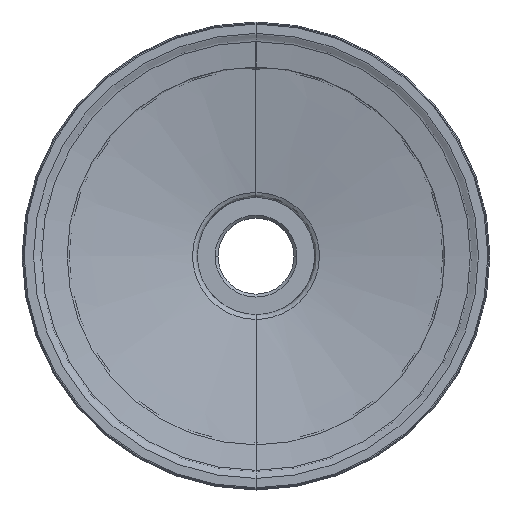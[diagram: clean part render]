
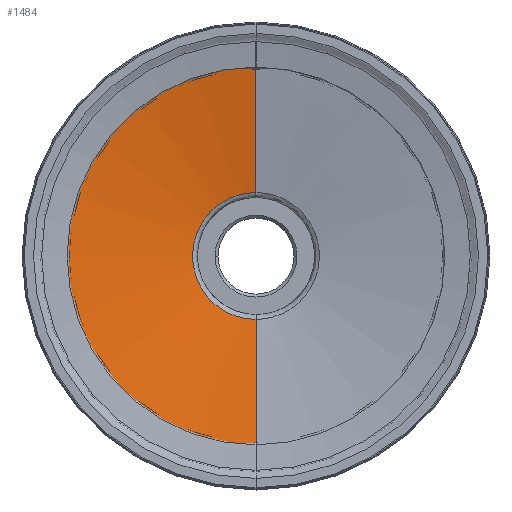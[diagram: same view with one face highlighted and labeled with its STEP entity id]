
A CAD part, top view. The second image highlights one B-rep face of the part: STEP entity #1484.
In plain terms, the highlighted conical face has half-angle 80 degrees and reference radius 23.905 mm.
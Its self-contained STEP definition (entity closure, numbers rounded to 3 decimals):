
#469=CARTESIAN_POINT('',(0.,-10.841,
44.659));
#470=CARTESIAN_POINT('',(-0.629,-10.841,
44.659));
#471=CARTESIAN_POINT('',(-1.888,-10.732,44.659));
#472=CARTESIAN_POINT('',(-3.722,-10.241,44.659));
#473=CARTESIAN_POINT('',(-5.445,-9.439,44.659));
#474=CARTESIAN_POINT('',(-7.,-8.35,44.658));
#475=CARTESIAN_POINT('',(-8.344,-7.008,44.658));
#476=CARTESIAN_POINT('',(-9.436,-5.449,44.658));
#477=CARTESIAN_POINT('',(-10.241,-3.723,44.657));
#478=CARTESIAN_POINT('',(-10.732,-1.888,44.657));
#479=CARTESIAN_POINT('',(-10.897,0.004,44.656));
#480=CARTESIAN_POINT('',(-10.73,1.896,44.656));
#481=CARTESIAN_POINT('',(-10.238,3.73,44.655));
#482=CARTESIAN_POINT('',(-9.435,5.452,44.655));
#483=CARTESIAN_POINT('',(-8.344,7.008,44.654));
#484=CARTESIAN_POINT('',(-7.001,8.35,44.654));
#485=CARTESIAN_POINT('',(-5.445,9.439,44.654));
#486=CARTESIAN_POINT('',(-3.723,10.241,44.653));
#487=CARTESIAN_POINT('',(-1.889,10.732,44.653));
#488=CARTESIAN_POINT('',(-0.629,10.841,44.653));
#489=CARTESIAN_POINT('',(0.,10.841,
44.653));
#491=DIRECTION('',(0.,0.985,-0.174));
#492=VECTOR('',#491,26.53);
#493=CARTESIAN_POINT('',(0.,-36.968,49.266));
#494=LINE('',#493,#492);
#495=CARTESIAN_POINT('',(0.,0.017,49.266));
#496=DIRECTION('',(0.,0.,1.));
#497=DIRECTION('',(0.,1.,0.));
#498=AXIS2_PLACEMENT_3D('',#495,#496,#497);
#500=DIRECTION('',(0.,-0.985,-0.174));
#501=VECTOR('',#500,26.564);
#502=CARTESIAN_POINT('',(0.,37.001,49.266));
#503=LINE('',#502,#501);
#504=CARTESIAN_POINT('',(0.,10.841,
44.653));
#524=CARTESIAN_POINT('',(0.,-10.841,
44.659));
#822=CARTESIAN_POINT('',(0.,37.001,49.266));
#823=CARTESIAN_POINT('',(0.,-36.968,49.266));
#824=VERTEX_POINT('',#822);
#825=VERTEX_POINT('',#823);
#850=VERTEX_POINT('',#504);
#851=VERTEX_POINT('',#524);
#1470=CARTESIAN_POINT('',(0.,0.017,46.96));
#1471=DIRECTION('',(0.,0.,1.));
#1472=DIRECTION('',(0.,1.,0.));
#1473=AXIS2_PLACEMENT_3D('',#1470,#1471,#1472);
#1474=CONICAL_SURFACE('',#1473,23.905,80.);
#1475=ORIENTED_EDGE('',*,*,#1460,.F.);
#1477=ORIENTED_EDGE('',*,*,#1476,.F.);
#1479=ORIENTED_EDGE('',*,*,#1478,.F.);
#1481=ORIENTED_EDGE('',*,*,#1480,.T.);
#1482=EDGE_LOOP('',(#1475,#1477,#1479,#1481));
#1483=FACE_OUTER_BOUND('',#1482,.F.);
#1484=ADVANCED_FACE('',(#1483),#1474,.F.);
#490=B_SPLINE_CURVE_WITH_KNOTS('',3,(#469,#470,#471,#472,#473,#474,#475,#476,
#477,#478,#479,#480,#481,#482,#483,#484,#485,#486,#487,#488,#489),.UNSPECIFIED.,
.F.,.F.,(4,1,1,1,1,1,1,1,1,1,1,1,1,1,1,1,1,1,4),(0.,0.056,
0.111,0.167,0.222,0.278,
0.333,0.389,0.444,0.5,0.556,
0.611,0.667,0.722,0.778,
0.833,0.889,0.944,1.),.UNSPECIFIED.);
#499=CIRCLE('',#498,36.985);
#1460=EDGE_CURVE('',#851,#850,#490,.T.);
#1476=EDGE_CURVE('',#825,#851,#494,.T.);
#1478=EDGE_CURVE('',#824,#825,#499,.T.);
#1480=EDGE_CURVE('',#824,#850,#503,.T.);
